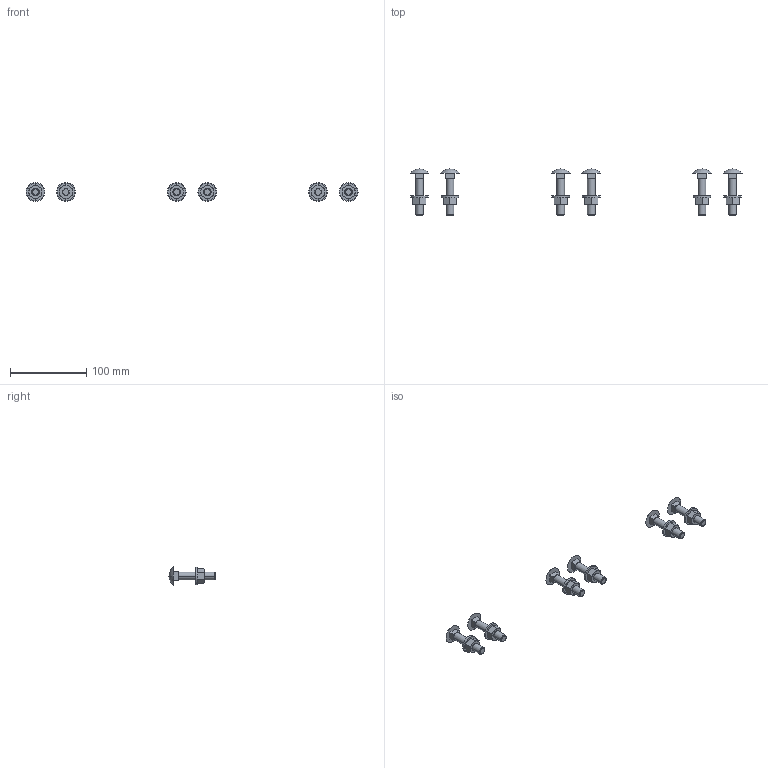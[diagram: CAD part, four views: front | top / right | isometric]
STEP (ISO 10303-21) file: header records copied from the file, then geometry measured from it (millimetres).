
FILE_DESCRIPTION(('STEP AP214'),'1');
FILE_NAME('cctmp_3D1D97A8-CA1D-4A4F-9093-A6E06E14DB5A_2024_05_06_11_53_42_0508..stp','2024-05-06T09:53:42',('SIEMENS A&D'),('CADClick - www.CADClick.com'),'Spatial InterOp 3D',' ','unknown authorization');
FILE_SCHEMA(('AUTOMOTIVE_DESIGN'));
Length unit declared in the file: millimetre
Products named in the file (19): cc_unnamed; 2024_05_06_11_53_42_0492; 2024_05_06_11_53_42_0461; 2024_05_06_11_53_42_0430; 2024_05_06_11_53_42_0398; 2024_05_06_11_53_42_0367; 2024_05_06_11_53_42_0336; 2024_05_06_11_53_42_0273; 2024_05_06_11_53_42_0242; 2024_05_06_11_53_42_0211; 2024_05_06_11_53_42_0180; 2024_05_06_11_53_42_0148; 2024_05_06_11_53_42_0117; 2024_05_06_11_53_42_0052; 2024_05_06_11_53_42_0021; 2024_05_06_11_53_41_0989; 2024_05_06_11_53_41_0958; 2024_05_06_11_53_41_0927; 2024_05_06_11_53_41_0893
Assembly tree (18 placements, depth 2):
  cc_unnamed
    2024_05_06_11_53_42_0492
    2024_05_06_11_53_42_0461
    2024_05_06_11_53_42_0430
    2024_05_06_11_53_42_0398
    2024_05_06_11_53_42_0367
    2024_05_06_11_53_42_0336
    2024_05_06_11_53_42_0273
    2024_05_06_11_53_42_0242
    2024_05_06_11_53_42_0211
    2024_05_06_11_53_42_0180
    2024_05_06_11_53_42_0148
    2024_05_06_11_53_42_0117
    2024_05_06_11_53_42_0052
    2024_05_06_11_53_42_0021
    2024_05_06_11_53_41_0989
    2024_05_06_11_53_41_0958
    2024_05_06_11_53_41_0927
    2024_05_06_11_53_41_0893
Bounding box: 434.64 x 60.38 x 24.64 mm (x, y, z)
Volume: 50009 mm3; surface area: 28904.7 mm2
Topology: 18 solids, 18 shells, 270 faces, 564 edges, 342 vertices
Faces by surface type: cone 108, plane 102, cylinder 48, sphere 12
Entity records: 10016 total; most frequent: CARTESIAN_POINT 1771, DIRECTION 1226, ORIENTED_EDGE 1128, EDGE_CURVE 564, AXIS2_PLACEMENT_3D 517, VERTEX_POINT 342, EDGE_LOOP 306, STYLED_ITEM 288
